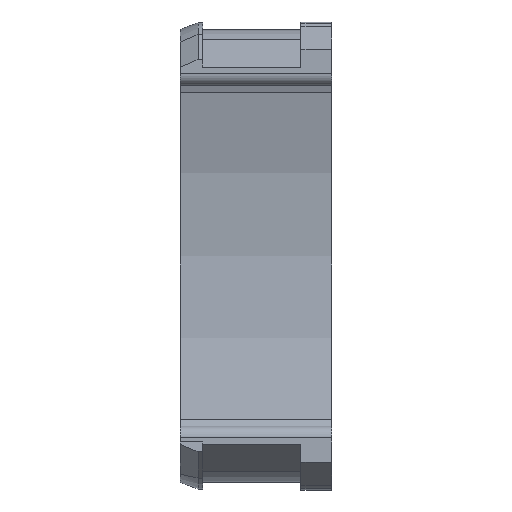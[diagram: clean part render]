
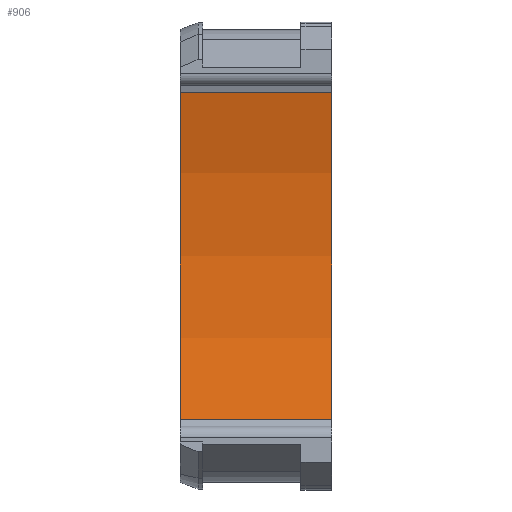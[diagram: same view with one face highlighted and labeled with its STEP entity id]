
A CAD part, left-side view. The second image highlights one B-rep face of the part: STEP entity #906.
In plain terms, the highlighted cylindrical face has radius 39.5 mm (diameter 79 mm), a partial arc.
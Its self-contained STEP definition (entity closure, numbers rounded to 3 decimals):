
#82=FACE_OUTER_BOUND('',#130,.T.);
#130=EDGE_LOOP('',(#820,#821,#822,#823));
#210=LINE('',#1611,#289);
#211=LINE('',#1612,#290);
#289=VECTOR('',#1293,10.);
#290=VECTOR('',#1294,10.);
#325=CIRCLE('',#973,39.5);
#339=CIRCLE('',#1001,39.5);
#393=VERTEX_POINT('',#1427);
#394=VERTEX_POINT('',#1429);
#426=VERTEX_POINT('',#1552);
#427=VERTEX_POINT('',#1554);
#496=EDGE_CURVE('',#393,#394,#325,.T.);
#543=EDGE_CURVE('',#426,#427,#339,.T.);
#565=EDGE_CURVE('',#427,#393,#210,.T.);
#566=EDGE_CURVE('',#394,#426,#211,.T.);
#820=ORIENTED_EDGE('',*,*,#565,.F.);
#821=ORIENTED_EDGE('',*,*,#543,.F.);
#822=ORIENTED_EDGE('',*,*,#566,.F.);
#823=ORIENTED_EDGE('',*,*,#496,.F.);
#859=CYLINDRICAL_SURFACE('',#1019,39.5);
#906=ADVANCED_FACE('',(#82),#859,.F.);
#973=AXIS2_PLACEMENT_3D('',#1430,#1152,#1153);
#1001=AXIS2_PLACEMENT_3D('',#1555,#1240,#1241);
#1019=AXIS2_PLACEMENT_3D('',#1610,#1291,#1292);
#1152=DIRECTION('center_axis',(0.,1.,0.));
#1153=DIRECTION('ref_axis',(0.964,0.,-0.268));
#1240=DIRECTION('center_axis',(0.,-1.,0.));
#1241=DIRECTION('ref_axis',(0.964,0.,-0.268));
#1291=DIRECTION('center_axis',(0.,-1.,0.));
#1292=DIRECTION('ref_axis',(0.964,0.,-0.268));
#1293=DIRECTION('',(0.,-1.,0.));
#1294=DIRECTION('',(0.,1.,0.));
#1427=CARTESIAN_POINT('',(37.935,151.,20.112));
#1429=CARTESIAN_POINT('',(37.935,151.,-1.03));
#1430=CARTESIAN_POINT('Origin',(-0.125,151.,9.541));
#1552=CARTESIAN_POINT('',(37.935,160.8,-1.03));
#1554=CARTESIAN_POINT('',(37.935,160.8,20.112));
#1555=CARTESIAN_POINT('Origin',(-0.125,160.8,9.541));
#1610=CARTESIAN_POINT('Origin',(-0.125,153.3,9.541));
#1611=CARTESIAN_POINT('',(37.935,153.,20.112));
#1612=CARTESIAN_POINT('',(37.935,153.,-1.03));
